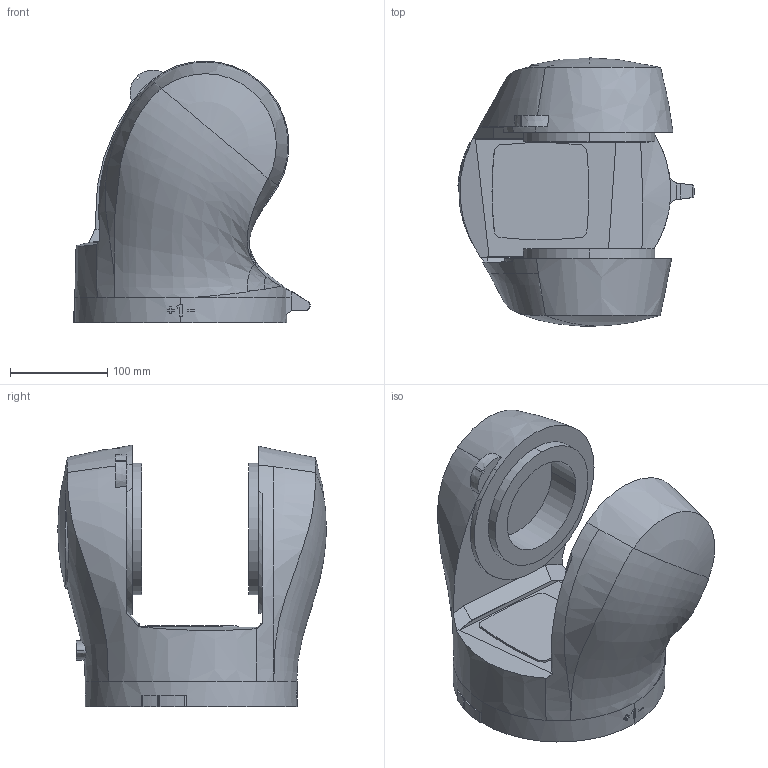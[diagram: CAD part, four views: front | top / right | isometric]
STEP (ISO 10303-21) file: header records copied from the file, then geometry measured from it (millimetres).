
FILE_DESCRIPTION((''),'2;1');
FILE_NAME('GREPC1BDNVPG_5','2022-05-11T18:51:54',('beth0005'),(''),'CREO PARAMETRIC BY PTC INC, 2020454','CREO PARAMETRIC BY PTC INC, 2020454','');
FILE_SCHEMA(('CONFIG_CONTROL_DESIGN'));
Length unit declared in the file: millimetre
Products named in the file (1): GREPC1BDNVPG_5
Bounding box: 242.82 x 275.92 x 269.33 mm (x, y, z)
Volume: 5285814.8 mm3; surface area: 332221.6 mm2
Topology: 1 solids, 1 shells, 159 faces, 446 edges, 301 vertices
Faces by surface type: plane 94, cylinder 37, bspline 16, cone 5, sphere 4, extrusion 2, torus 1
Entity records: 8394 total; most frequent: CARTESIAN_POINT 4367, ORIENTED_EDGE 888, DIRECTION 763, EDGE_CURVE 444, VERTEX_POINT 301, AXIS2_PLACEMENT_3D 284, VECTOR 195, LINE 193
